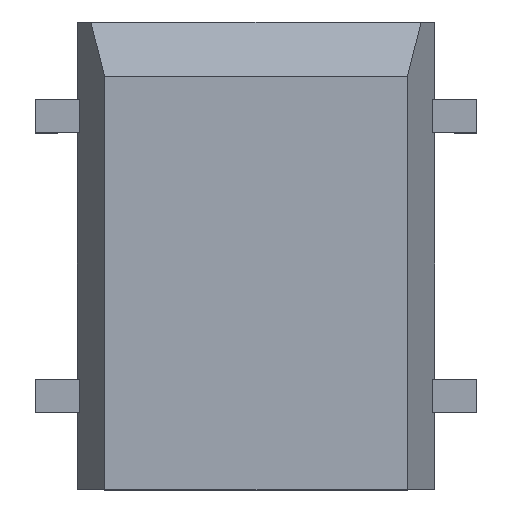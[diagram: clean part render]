
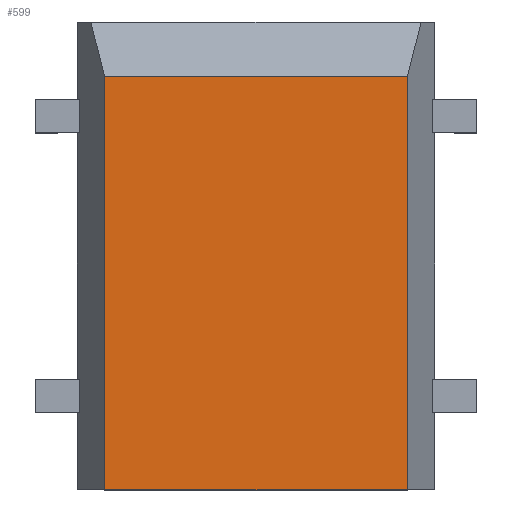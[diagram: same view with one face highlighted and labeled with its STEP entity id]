
A CAD part, top view. The second image highlights one B-rep face of the part: STEP entity #599.
In plain terms, the highlighted planar face has unit normal (0, 0, 1).
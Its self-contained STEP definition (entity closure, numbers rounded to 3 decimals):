
#206 = VERTEX_POINT('',#207);
#207 = CARTESIAN_POINT('',(6.56,0.72,3.5));
#215 = EDGE_CURVE('',#206,#216,#218,.T.);
#216 = VERTEX_POINT('',#217);
#217 = CARTESIAN_POINT('',(6.56,-6.79,3.5));
#218 = LINE('',#219,#220);
#219 = CARTESIAN_POINT('',(6.56,1.71,3.5));
#220 = VECTOR('',#221,1.);
#221 = DIRECTION('',(0.,-1.,0.));
#387 = VERTEX_POINT('',#388);
#388 = CARTESIAN_POINT('',(1.06,0.72,3.5));
#396 = EDGE_CURVE('',#387,#206,#397,.T.);
#397 = LINE('',#398,#399);
#398 = CARTESIAN_POINT('',(1.06,0.72,3.5));
#399 = VECTOR('',#400,1.);
#400 = DIRECTION('',(1.,0.,0.));
#573 = EDGE_CURVE('',#574,#216,#576,.T.);
#574 = VERTEX_POINT('',#575);
#575 = CARTESIAN_POINT('',(1.06,-6.79,3.5));
#576 = LINE('',#577,#578);
#577 = CARTESIAN_POINT('',(1.06,-6.79,3.5));
#578 = VECTOR('',#579,1.);
#579 = DIRECTION('',(1.,0.,0.));
#599 = ADVANCED_FACE('',(#600),#611,.T.);
#600 = FACE_BOUND('',#601,.T.);
#601 = EDGE_LOOP('',(#602,#608,#609,#610));
#602 = ORIENTED_EDGE('',*,*,#603,.T.);
#603 = EDGE_CURVE('',#387,#574,#604,.T.);
#604 = LINE('',#605,#606);
#605 = CARTESIAN_POINT('',(1.06,1.71,3.5));
#606 = VECTOR('',#607,1.);
#607 = DIRECTION('',(0.,-1.,0.));
#608 = ORIENTED_EDGE('',*,*,#573,.T.);
#609 = ORIENTED_EDGE('',*,*,#215,.F.);
#610 = ORIENTED_EDGE('',*,*,#396,.F.);
#611 = PLANE('',#612);
#612 = AXIS2_PLACEMENT_3D('',#613,#614,#615);
#613 = CARTESIAN_POINT('',(1.06,1.71,3.5));
#614 = DIRECTION('',(0.,0.,1.));
#615 = DIRECTION('',(1.,0.,0.));
